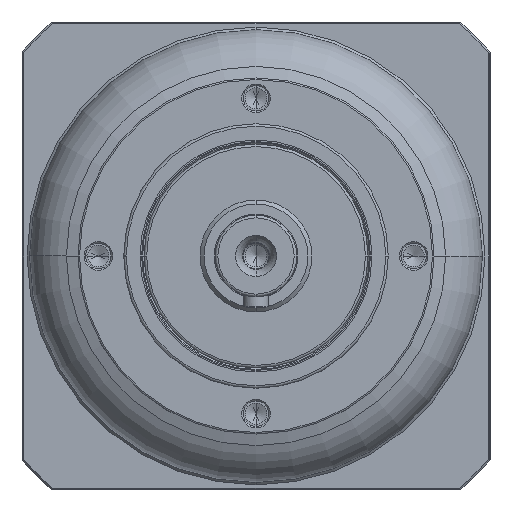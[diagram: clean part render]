
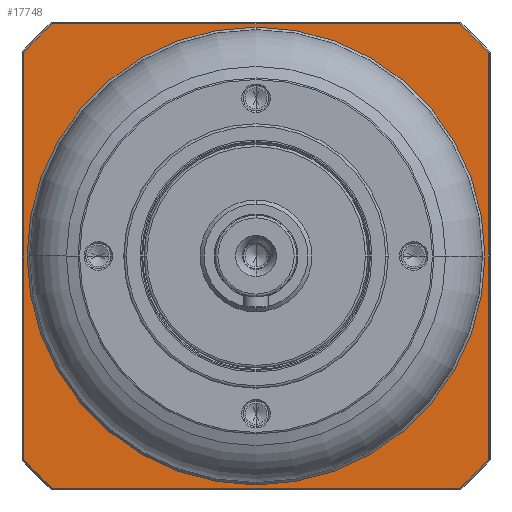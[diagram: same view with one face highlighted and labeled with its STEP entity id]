
A CAD part, left-side view. The second image highlights one B-rep face of the part: STEP entity #17748.
In plain terms, the highlighted face is planar.
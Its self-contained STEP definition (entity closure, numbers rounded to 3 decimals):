
#16643=CARTESIAN_POINT('',(0.,0.,
2.5));
#16644=DIRECTION('',(0.,0.,-1.));
#16645=DIRECTION('',(0.,-1.,0.));
#16646=AXIS2_PLACEMENT_3D('',#16643,#16644,#16645);
#16648=CARTESIAN_POINT('',(0.,0.,
2.5));
#16649=DIRECTION('',(0.,0.,-1.));
#16650=DIRECTION('',(0.,1.,0.));
#16651=AXIS2_PLACEMENT_3D('',#16648,#16649,#16650);
#16653=CARTESIAN_POINT('',(0.,0.,2.5));
#16654=DIRECTION('',(0.,0.,1.));
#16655=DIRECTION('',(-0.753,-0.658,0.));
#16656=AXIS2_PLACEMENT_3D('',#16653,#16654,#16655);
#16658=DIRECTION('',(1.,0.,0.));
#16659=VECTOR('',#16658,79.9);
#16660=CARTESIAN_POINT('',(-39.95,-45.7,
2.5));
#16661=LINE('',#16660,#16659);
#16662=CARTESIAN_POINT('',(0.,0.,2.5));
#16663=DIRECTION('',(0.,0.,1.));
#16664=DIRECTION('',(0.658,-0.753,0.));
#16665=AXIS2_PLACEMENT_3D('',#16662,#16663,#16664);
#16667=DIRECTION('',(0.,1.,0.));
#16668=VECTOR('',#16667,79.9);
#16669=CARTESIAN_POINT('',(45.7,-39.95,
2.5));
#16670=LINE('',#16669,#16668);
#16671=CARTESIAN_POINT('',(0.,0.,2.5));
#16672=DIRECTION('',(0.,0.,1.));
#16673=DIRECTION('',(0.753,0.658,0.));
#16674=AXIS2_PLACEMENT_3D('',#16671,#16672,#16673);
#16676=DIRECTION('',(-1.,0.,0.));
#16677=VECTOR('',#16676,79.9);
#16678=CARTESIAN_POINT('',(39.95,45.7,2.5));
#16679=LINE('',#16678,#16677);
#16680=CARTESIAN_POINT('',(0.,0.,2.5));
#16681=DIRECTION('',(0.,0.,1.));
#16682=DIRECTION('',(-0.658,0.753,0.));
#16683=AXIS2_PLACEMENT_3D('',#16680,#16681,#16682);
#16685=DIRECTION('',(0.,-1.,0.));
#16686=VECTOR('',#16685,79.9);
#16687=CARTESIAN_POINT('',(-45.7,39.95,
2.5));
#16688=LINE('',#16687,#16686);
#17405=CARTESIAN_POINT('',(0.,-45.,2.5));
#17406=CARTESIAN_POINT('',(0.,45.,
2.5));
#17407=VERTEX_POINT('',#17405);
#17408=VERTEX_POINT('',#17406);
#17477=CARTESIAN_POINT('',(-45.7,-39.95,2.5));
#17478=CARTESIAN_POINT('',(-39.95,-45.7,2.5));
#17479=VERTEX_POINT('',#17477);
#17480=VERTEX_POINT('',#17478);
#17485=CARTESIAN_POINT('',(39.95,-45.7,
2.5));
#17486=VERTEX_POINT('',#17485);
#17489=CARTESIAN_POINT('',(45.7,-39.95,2.5));
#17490=VERTEX_POINT('',#17489);
#17493=CARTESIAN_POINT('',(45.7,39.95,2.5));
#17494=VERTEX_POINT('',#17493);
#17497=CARTESIAN_POINT('',(39.95,45.7,2.5));
#17498=VERTEX_POINT('',#17497);
#17501=CARTESIAN_POINT('',(-39.95,45.7,
2.5));
#17502=VERTEX_POINT('',#17501);
#17507=CARTESIAN_POINT('',(-45.7,39.95,2.5));
#17508=VERTEX_POINT('',#17507);
#17720=CARTESIAN_POINT('',(0.,0.,2.5));
#17721=DIRECTION('',(0.,0.,1.));
#17722=DIRECTION('',(0.,1.,0.));
#17723=AXIS2_PLACEMENT_3D('',#17720,#17721,#17722);
#17724=PLANE('',#17723);
#17726=ORIENTED_EDGE('',*,*,#17725,.T.);
#17728=ORIENTED_EDGE('',*,*,#17727,.T.);
#17730=ORIENTED_EDGE('',*,*,#17729,.T.);
#17732=ORIENTED_EDGE('',*,*,#17731,.T.);
#17734=ORIENTED_EDGE('',*,*,#17733,.T.);
#17736=ORIENTED_EDGE('',*,*,#17735,.T.);
#17738=ORIENTED_EDGE('',*,*,#17737,.T.);
#17740=ORIENTED_EDGE('',*,*,#17739,.T.);
#17741=EDGE_LOOP('',(#17726,#17728,#17730,#17732,#17734,#17736,#17738,#17740));
#17742=FACE_OUTER_BOUND('',#17741,.F.);
#17744=ORIENTED_EDGE('',*,*,#17743,.T.);
#17745=ORIENTED_EDGE('',*,*,#17710,.T.);
#17746=EDGE_LOOP('',(#17744,#17745));
#17747=FACE_BOUND('',#17746,.F.);
#17748=ADVANCED_FACE('',(#17742,#17747),#17724,.F.);
#16647=CIRCLE('',#16646,45.);
#16652=CIRCLE('',#16651,45.);
#16657=CIRCLE('',#16656,60.7);
#16666=CIRCLE('',#16665,60.7);
#16675=CIRCLE('',#16674,60.7);
#16684=CIRCLE('',#16683,60.7);
#17710=EDGE_CURVE('',#17408,#17407,#16652,.T.);
#17725=EDGE_CURVE('',#17479,#17480,#16657,.T.);
#17727=EDGE_CURVE('',#17480,#17486,#16661,.T.);
#17729=EDGE_CURVE('',#17486,#17490,#16666,.T.);
#17731=EDGE_CURVE('',#17490,#17494,#16670,.T.);
#17733=EDGE_CURVE('',#17494,#17498,#16675,.T.);
#17735=EDGE_CURVE('',#17498,#17502,#16679,.T.);
#17737=EDGE_CURVE('',#17502,#17508,#16684,.T.);
#17739=EDGE_CURVE('',#17508,#17479,#16688,.T.);
#17743=EDGE_CURVE('',#17407,#17408,#16647,.T.);
